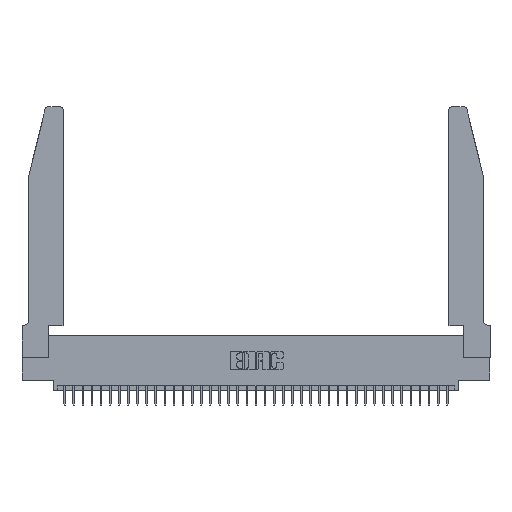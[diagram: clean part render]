
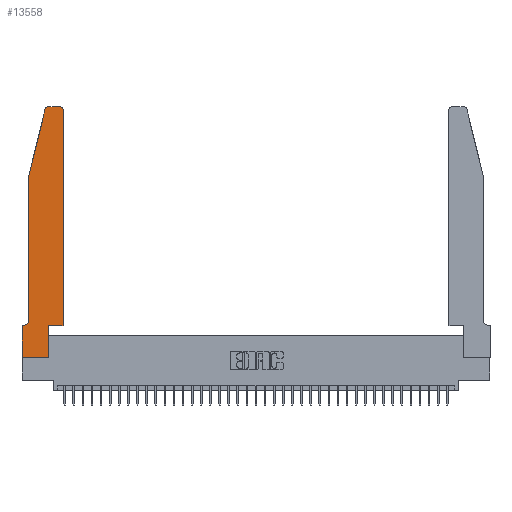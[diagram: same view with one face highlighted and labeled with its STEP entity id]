
A CAD part, top view. The second image highlights one B-rep face of the part: STEP entity #13558.
In plain terms, the highlighted planar face has unit normal (0, 0, 1).
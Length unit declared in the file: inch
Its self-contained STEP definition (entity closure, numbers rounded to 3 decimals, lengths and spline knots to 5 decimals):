
#36 = CARTESIAN_POINT ( 'NONE',  ( 0.4505, 0.35, 0.37 ) ) ;
#247 = LINE ( 'NONE', #26233, #23295 ) ;
#978 = DIRECTION ( 'NONE',  ( 0., -1., 0. ) ) ;
#1592 = CARTESIAN_POINT ( 'NONE',  ( 0.0755, 2., 0.37 ) ) ;
#1815 = CARTESIAN_POINT ( 'NONE',  ( 0.0755, 0.35, 0.37 ) ) ;
#2177 = AXIS2_PLACEMENT_3D ( 'NONE', #7823, #16908, #37476 ) ;
#2494 = CARTESIAN_POINT ( 'NONE',  ( 0.0055, 0.42, 0.37 ) ) ;
#2603 = ORIENTED_EDGE ( 'NONE', *, *, #8177, .T. ) ;
#3562 = CARTESIAN_POINT ( 'NONE',  ( 0.4505, 0.35, 0.37 ) ) ;
#4374 = CIRCLE ( 'NONE', #23081, 0.03 ) ;
#4716 = DIRECTION ( 'NONE',  ( 0., -1., 0. ) ) ;
#4718 = ORIENTED_EDGE ( 'NONE', *, *, #16724, .T. ) ;
#4760 = ORIENTED_EDGE ( 'NONE', *, *, #21986, .T. ) ;
#5462 = CARTESIAN_POINT ( 'NONE',  ( 0.0055, 0.35, 0.37 ) ) ;
#5464 = LINE ( 'NONE', #16298, #19633 ) ;
#5555 = DIRECTION ( 'NONE',  ( -1., 0., 0. ) ) ;
#6145 = ORIENTED_EDGE ( 'NONE', *, *, #21180, .T. ) ;
#6424 = CARTESIAN_POINT ( 'NONE',  ( 0.284, 2.75, 0.37 ) ) ;
#6703 = ORIENTED_EDGE ( 'NONE', *, *, #23883, .T. ) ;
#7115 = ORIENTED_EDGE ( 'NONE', *, *, #7593, .T. ) ;
#7153 = ORIENTED_EDGE ( 'NONE', *, *, #16609, .T. ) ;
#7593 = EDGE_CURVE ( 'NONE', #23323, #35405, #14541, .T. ) ;
#7823 = CARTESIAN_POINT ( 'NONE',  ( 0., 0.35, 0.37 ) ) ;
#8174 = VERTEX_POINT ( 'NONE', #25774 ) ;
#8177 = EDGE_CURVE ( 'NONE', #8174, #31725, #28408, .T. ) ;
#8335 = DIRECTION ( 'NONE',  ( 0., 0., 1. ) ) ;
#8870 = ORIENTED_EDGE ( 'NONE', *, *, #24460, .T. ) ;
#9407 = ORIENTED_EDGE ( 'NONE', *, *, #15604, .T. ) ;
#9720 = CARTESIAN_POINT ( 'NONE',  ( 0.4205, 2.72, 0.37 ) ) ;
#9865 = LINE ( 'NONE', #1592, #34371 ) ;
#10642 = CIRCLE ( 'NONE', #36160, 0.03 ) ;
#10868 = DIRECTION ( 'NONE',  ( -1., 0., 0. ) ) ;
#11108 = ORIENTED_EDGE ( 'NONE', *, *, #35844, .T. ) ;
#11139 = EDGE_CURVE ( 'NONE', #11973, #28643, #18104, .T. ) ;
#11227 = ORIENTED_EDGE ( 'NONE', *, *, #11139, .T. ) ;
#11778 = ORIENTED_EDGE ( 'NONE', *, *, #37658, .T. ) ;
#11973 = VERTEX_POINT ( 'NONE', #36 ) ;
#12028 = LINE ( 'NONE', #22973, #19079 ) ;
#12091 = AXIS2_PLACEMENT_3D ( 'NONE', #2494, #23518, #5555 ) ;
#12745 = DIRECTION ( 'NONE',  ( 1., 0., 0. ) ) ;
#13044 = CARTESIAN_POINT ( 'NONE',  ( 0.25487, 2.72718, 0.37 ) ) ;
#13068 = CARTESIAN_POINT ( 'NONE',  ( 0.0755, 2., 0.37 ) ) ;
#13233 = VECTOR ( 'NONE', #978, 39.37008 ) ;
#13558 = ADVANCED_FACE ( 'NONE', ( #16044 ), #19771, .T. ) ;
#14541 = LINE ( 'NONE', #1815, #29350 ) ;
#14886 = CARTESIAN_POINT ( 'NONE',  ( 0.2865, 0.35, 0.37 ) ) ;
#15012 = VERTEX_POINT ( 'NONE', #14886 ) ;
#15604 = EDGE_CURVE ( 'NONE', #33493, #15012, #247, .T. ) ;
#15889 = CARTESIAN_POINT ( 'NONE',  ( 0.0755, 2., 0.37 ) ) ;
#16044 = FACE_OUTER_BOUND ( 'NONE', #19890, .T. ) ;
#16298 = CARTESIAN_POINT ( 'NONE',  ( 0.4505, 0.35, 0.37 ) ) ;
#16609 = EDGE_CURVE ( 'NONE', #35405, #37493, #23227, .T. ) ;
#16724 = EDGE_CURVE ( 'NONE', #31725, #17511, #10642, .T. ) ;
#16908 = DIRECTION ( 'NONE',  ( 0., 0., 1. ) ) ;
#17016 = DIRECTION ( 'NONE',  ( -1., 0., 0. ) ) ;
#17511 = VERTEX_POINT ( 'NONE', #13044 ) ;
#18104 = LINE ( 'NONE', #3562, #32796 ) ;
#19079 = VECTOR ( 'NONE', #20024, 39.37008 ) ;
#19310 = DIRECTION ( 'NONE',  ( 1., 0., 0. ) ) ;
#19633 = VECTOR ( 'NONE', #19310, 39.37008 ) ;
#19678 = VECTOR ( 'NONE', #17016, 39.37008 ) ;
#19765 = CARTESIAN_POINT ( 'NONE',  ( 0., 0., 0.37 ) ) ;
#19771 = PLANE ( 'NONE',  #2177 ) ;
#19890 = EDGE_LOOP ( 'NONE', ( #2603, #4718, #4760, #6145, #6703, #7115, #7153, #8870, #9407, #11108, #11227, #11778 ) ) ;
#20024 = DIRECTION ( 'NONE',  ( 1., 0., 0. ) ) ;
#20304 = CARTESIAN_POINT ( 'NONE',  ( 0.4505, 2.72, 0.37 ) ) ;
#21180 = EDGE_CURVE ( 'NONE', #23608, #28644, #28978, .T. ) ;
#21986 = EDGE_CURVE ( 'NONE', #17511, #23608, #9865, .T. ) ;
#22973 = CARTESIAN_POINT ( 'NONE',  ( 0., 0., 0.37 ) ) ;
#23081 = AXIS2_PLACEMENT_3D ( 'NONE', #9720, #30477, #12745 ) ;
#23227 = LINE ( 'NONE', #19765, #36995 ) ;
#23285 = DIRECTION ( 'NONE',  ( 0., 1., 0. ) ) ;
#23295 = VECTOR ( 'NONE', #23285, 39.37008 ) ;
#23323 = VERTEX_POINT ( 'NONE', #5462 ) ;
#23518 = DIRECTION ( 'NONE',  ( 0., 0., -1. ) ) ;
#23608 = VERTEX_POINT ( 'NONE', #15889 ) ;
#23883 = EDGE_CURVE ( 'NONE', #28644, #23323, #30610, .T. ) ;
#24460 = EDGE_CURVE ( 'NONE', #37493, #33493, #12028, .T. ) ;
#25774 = CARTESIAN_POINT ( 'NONE',  ( 0.4205, 2.75, 0.37 ) ) ;
#26163 = CARTESIAN_POINT ( 'NONE',  ( 0.284, 2.72, 0.37 ) ) ;
#26233 = CARTESIAN_POINT ( 'NONE',  ( 0.2865, 0.35, 0.37 ) ) ;
#27836 = CARTESIAN_POINT ( 'NONE',  ( 0.2865, 0., 0.37 ) ) ;
#28408 = LINE ( 'NONE', #31803, #19678 ) ;
#28643 = VERTEX_POINT ( 'NONE', #20304 ) ;
#28644 = VERTEX_POINT ( 'NONE', #32004 ) ;
#28978 = LINE ( 'NONE', #13068, #13233 ) ;
#29131 = DIRECTION ( 'NONE',  ( 1., 0., 0. ) ) ;
#29350 = VECTOR ( 'NONE', #10868, 39.37008 ) ;
#30329 = DIRECTION ( 'NONE',  ( 0., 1., 0. ) ) ;
#30477 = DIRECTION ( 'NONE',  ( 0., 0., 1. ) ) ;
#30610 = CIRCLE ( 'NONE', #12091, 0.07 ) ;
#31506 = DIRECTION ( 'NONE',  ( -0.239, -0.971, 0. ) ) ;
#31725 = VERTEX_POINT ( 'NONE', #6424 ) ;
#31803 = CARTESIAN_POINT ( 'NONE',  ( 0.2605, 2.75, 0.37 ) ) ;
#32004 = CARTESIAN_POINT ( 'NONE',  ( 0.0755, 0.42, 0.37 ) ) ;
#32796 = VECTOR ( 'NONE', #30329, 39.37008 ) ;
#33493 = VERTEX_POINT ( 'NONE', #27836 ) ;
#34371 = VECTOR ( 'NONE', #31506, 39.37008 ) ;
#35405 = VERTEX_POINT ( 'NONE', #37029 ) ;
#35844 = EDGE_CURVE ( 'NONE', #15012, #11973, #5464, .T. ) ;
#36160 = AXIS2_PLACEMENT_3D ( 'NONE', #26163, #8335, #29131 ) ;
#36995 = VECTOR ( 'NONE', #4716, 39.37008 ) ;
#37029 = CARTESIAN_POINT ( 'NONE',  ( 0., 0.35, 0.37 ) ) ;
#37476 = DIRECTION ( 'NONE',  ( 1., 0., 0. ) ) ;
#37493 = VERTEX_POINT ( 'NONE', #38422 ) ;
#37658 = EDGE_CURVE ( 'NONE', #28643, #8174, #4374, .T. ) ;
#38422 = CARTESIAN_POINT ( 'NONE',  ( 0., 0., 0.37 ) ) ;
